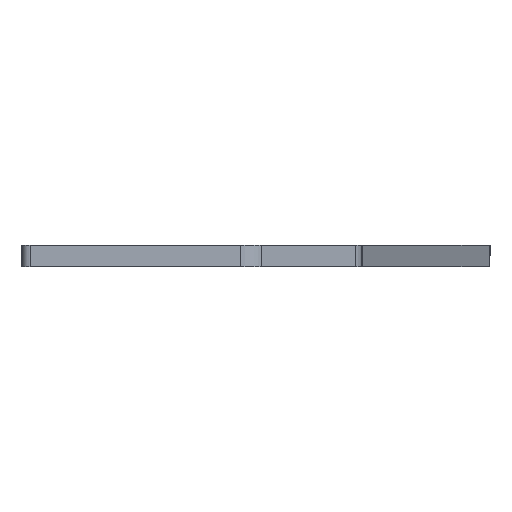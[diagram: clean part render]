
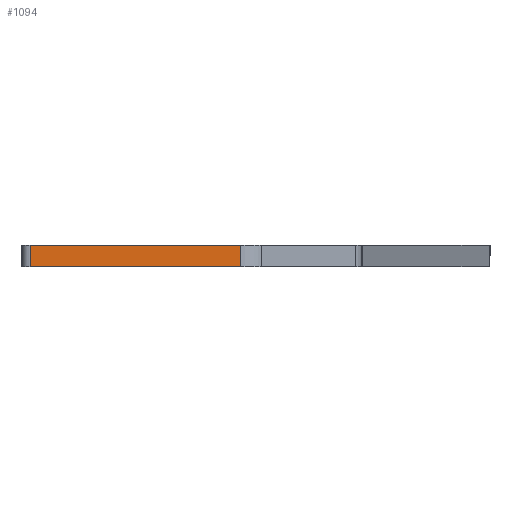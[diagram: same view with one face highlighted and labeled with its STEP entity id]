
A CAD part, left-side view. The second image highlights one B-rep face of the part: STEP entity #1094.
In plain terms, the highlighted planar face has unit normal (-1, 0, 0).
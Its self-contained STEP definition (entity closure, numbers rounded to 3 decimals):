
#76=PLANE('',#1232);
#126=FACE_OUTER_BOUND('',#178,.T.);
#178=EDGE_LOOP('',(#891,#892,#893,#894));
#300=LINE('',#1848,#374);
#301=LINE('',#1851,#375);
#302=LINE('',#1853,#376);
#303=LINE('',#1854,#377);
#374=VECTOR('',#1542,10.);
#375=VECTOR('',#1545,10.);
#376=VECTOR('',#1546,10.);
#377=VECTOR('',#1547,10.);
#551=VERTEX_POINT('',#1844);
#552=VERTEX_POINT('',#1846);
#553=VERTEX_POINT('',#1850);
#554=VERTEX_POINT('',#1852);
#696=EDGE_CURVE('',#551,#552,#300,.T.);
#697=EDGE_CURVE('',#553,#551,#301,.T.);
#698=EDGE_CURVE('',#554,#552,#302,.T.);
#699=EDGE_CURVE('',#553,#554,#303,.T.);
#891=ORIENTED_EDGE('',*,*,#697,.T.);
#892=ORIENTED_EDGE('',*,*,#696,.T.);
#893=ORIENTED_EDGE('',*,*,#698,.F.);
#894=ORIENTED_EDGE('',*,*,#699,.F.);
#1094=ADVANCED_FACE('',(#126),#76,.T.);
#1232=AXIS2_PLACEMENT_3D('',#1849,#1543,#1544);
#1542=DIRECTION('',(0.,0.,1.));
#1543=DIRECTION('center_axis',(-1.,0.,0.));
#1544=DIRECTION('ref_axis',(0.,-1.,0.));
#1545=DIRECTION('',(0.,-1.,0.));
#1546=DIRECTION('',(0.,-1.,0.));
#1547=DIRECTION('',(0.,0.,1.));
#1844=CARTESIAN_POINT('',(-315.817,0.329,0.));
#1846=CARTESIAN_POINT('',(-315.817,0.329,8.));
#1848=CARTESIAN_POINT('',(-315.817,0.329,0.));
#1849=CARTESIAN_POINT('Origin',(-315.817,77.666,0.));
#1850=CARTESIAN_POINT('',(-315.817,77.666,0.));
#1851=CARTESIAN_POINT('',(-315.817,77.666,0.));
#1852=CARTESIAN_POINT('',(-315.817,77.666,8.));
#1853=CARTESIAN_POINT('',(-315.817,77.666,8.));
#1854=CARTESIAN_POINT('',(-315.817,77.666,0.));
